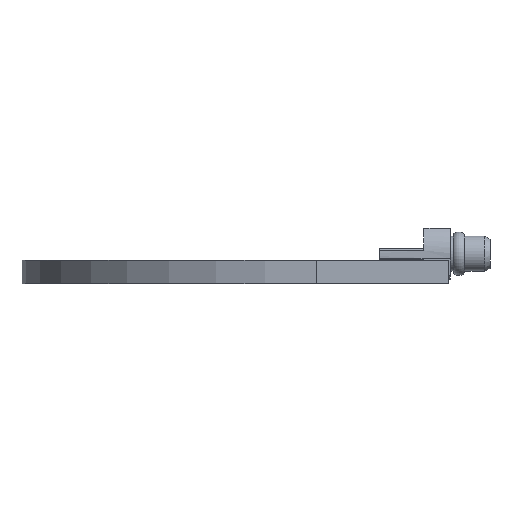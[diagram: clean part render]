
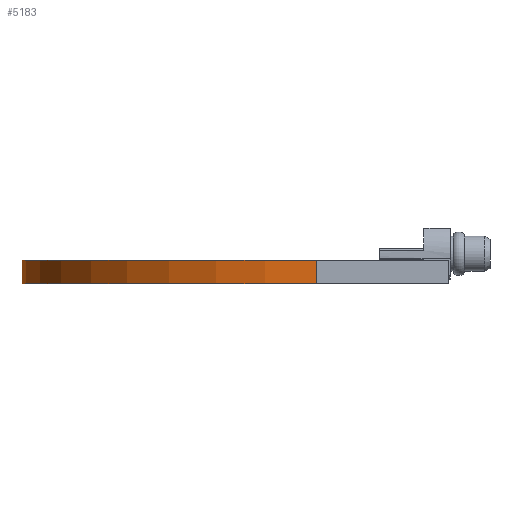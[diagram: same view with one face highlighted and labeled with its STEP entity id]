
A CAD part, left-side view. The second image highlights one B-rep face of the part: STEP entity #5183.
In plain terms, the highlighted cylindrical face has radius 20 mm (diameter 40 mm), a partial arc.
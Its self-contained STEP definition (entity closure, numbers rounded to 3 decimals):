
#3415 = PLANE('',#3416);
#3416 = AXIS2_PLACEMENT_3D('',#3417,#3418,#3419);
#3417 = CARTESIAN_POINT('',(0.,10.883,1.6));
#3418 = DIRECTION('',(0.,0.,1.));
#3419 = DIRECTION('',(1.,0.,-0.));
#3469 = PLANE('',#3470);
#3470 = AXIS2_PLACEMENT_3D('',#3471,#3472,#3473);
#3471 = CARTESIAN_POINT('',(0.,10.883,0.));
#3472 = DIRECTION('',(0.,0.,1.));
#3473 = DIRECTION('',(1.,0.,-0.));
#3502 = PLANE('',#3503);
#3503 = AXIS2_PLACEMENT_3D('',#3504,#3505,#3506);
#3504 = CARTESIAN_POINT('',(-20.,9.,0.));
#3505 = DIRECTION('',(1.,0.,-0.));
#3506 = DIRECTION('',(0.,-1.,0.));
#3746 = VERTEX_POINT('',#3747);
#3747 = CARTESIAN_POINT('',(20.,9.,0.));
#3761 = PLANE('',#3762);
#3762 = AXIS2_PLACEMENT_3D('',#3763,#3764,#3765);
#3763 = CARTESIAN_POINT('',(20.,0.,0.));
#3764 = DIRECTION('',(-1.,0.,0.));
#3765 = DIRECTION('',(0.,1.,0.));
#3773 = EDGE_CURVE('',#3746,#3774,#3776,.T.);
#3774 = VERTEX_POINT('',#3775);
#3775 = CARTESIAN_POINT('',(-20.,9.,0.));
#3776 = SURFACE_CURVE('',#3777,(#3782,#3789),.PCURVE_S1.);
#3777 = CIRCLE('',#3778,20.);
#3778 = AXIS2_PLACEMENT_3D('',#3779,#3780,#3781);
#3779 = CARTESIAN_POINT('',(0.,9.,0.));
#3780 = DIRECTION('',(0.,0.,1.));
#3781 = DIRECTION('',(1.,0.,-0.));
#3782 = PCURVE('',#3469,#3783);
#3783 = DEFINITIONAL_REPRESENTATION('',(#3784),#3788);
#3784 = CIRCLE('',#3785,20.);
#3785 = AXIS2_PLACEMENT_2D('',#3786,#3787);
#3786 = CARTESIAN_POINT('',(0.,-1.883));
#3787 = DIRECTION('',(1.,0.));
#3788 = ( GEOMETRIC_REPRESENTATION_CONTEXT(2) 
PARAMETRIC_REPRESENTATION_CONTEXT() REPRESENTATION_CONTEXT('2D SPACE',''
  ) );
#3789 = PCURVE('',#3790,#3795);
#3790 = CYLINDRICAL_SURFACE('',#3791,20.);
#3791 = AXIS2_PLACEMENT_3D('',#3792,#3793,#3794);
#3792 = CARTESIAN_POINT('',(0.,9.,0.));
#3793 = DIRECTION('',(-0.,-0.,-1.));
#3794 = DIRECTION('',(1.,0.,-0.));
#3795 = DEFINITIONAL_REPRESENTATION('',(#3796),#3800);
#3796 = LINE('',#3797,#3798);
#3797 = CARTESIAN_POINT('',(-0.,0.));
#3798 = VECTOR('',#3799,1.);
#3799 = DIRECTION('',(-1.,0.));
#3800 = ( GEOMETRIC_REPRESENTATION_CONTEXT(2) 
PARAMETRIC_REPRESENTATION_CONTEXT() REPRESENTATION_CONTEXT('2D SPACE',''
  ) );
#4542 = VERTEX_POINT('',#4543);
#4543 = CARTESIAN_POINT('',(20.,9.,1.6));
#4564 = EDGE_CURVE('',#4542,#4565,#4567,.T.);
#4565 = VERTEX_POINT('',#4566);
#4566 = CARTESIAN_POINT('',(-20.,9.,1.6));
#4567 = SURFACE_CURVE('',#4568,(#4573,#4580),.PCURVE_S1.);
#4568 = CIRCLE('',#4569,20.);
#4569 = AXIS2_PLACEMENT_3D('',#4570,#4571,#4572);
#4570 = CARTESIAN_POINT('',(0.,9.,1.6));
#4571 = DIRECTION('',(0.,0.,1.));
#4572 = DIRECTION('',(1.,0.,-0.));
#4573 = PCURVE('',#3415,#4574);
#4574 = DEFINITIONAL_REPRESENTATION('',(#4575),#4579);
#4575 = CIRCLE('',#4576,20.);
#4576 = AXIS2_PLACEMENT_2D('',#4577,#4578);
#4577 = CARTESIAN_POINT('',(0.,-1.883));
#4578 = DIRECTION('',(1.,0.));
#4579 = ( GEOMETRIC_REPRESENTATION_CONTEXT(2) 
PARAMETRIC_REPRESENTATION_CONTEXT() REPRESENTATION_CONTEXT('2D SPACE',''
  ) );
#4580 = PCURVE('',#3790,#4581);
#4581 = DEFINITIONAL_REPRESENTATION('',(#4582),#4586);
#4582 = LINE('',#4583,#4584);
#4583 = CARTESIAN_POINT('',(-0.,-1.6));
#4584 = VECTOR('',#4585,1.);
#4585 = DIRECTION('',(-1.,0.));
#4586 = ( GEOMETRIC_REPRESENTATION_CONTEXT(2) 
PARAMETRIC_REPRESENTATION_CONTEXT() REPRESENTATION_CONTEXT('2D SPACE',''
  ) );
#5133 = EDGE_CURVE('',#3774,#4565,#5134,.T.);
#5134 = SURFACE_CURVE('',#5135,(#5139,#5146),.PCURVE_S1.);
#5135 = LINE('',#5136,#5137);
#5136 = CARTESIAN_POINT('',(-20.,9.,0.));
#5137 = VECTOR('',#5138,1.);
#5138 = DIRECTION('',(0.,0.,1.));
#5139 = PCURVE('',#3502,#5140);
#5140 = DEFINITIONAL_REPRESENTATION('',(#5141),#5145);
#5141 = LINE('',#5142,#5143);
#5142 = CARTESIAN_POINT('',(0.,0.));
#5143 = VECTOR('',#5144,1.);
#5144 = DIRECTION('',(0.,-1.));
#5145 = ( GEOMETRIC_REPRESENTATION_CONTEXT(2) 
PARAMETRIC_REPRESENTATION_CONTEXT() REPRESENTATION_CONTEXT('2D SPACE',''
  ) );
#5146 = PCURVE('',#3790,#5147);
#5147 = DEFINITIONAL_REPRESENTATION('',(#5148),#5152);
#5148 = LINE('',#5149,#5150);
#5149 = CARTESIAN_POINT('',(-3.142,0.));
#5150 = VECTOR('',#5151,1.);
#5151 = DIRECTION('',(-0.,-1.));
#5152 = ( GEOMETRIC_REPRESENTATION_CONTEXT(2) 
PARAMETRIC_REPRESENTATION_CONTEXT() REPRESENTATION_CONTEXT('2D SPACE',''
  ) );
#5183 = ADVANCED_FACE('',(#5184),#3790,.T.);
#5184 = FACE_BOUND('',#5185,.F.);
#5185 = EDGE_LOOP('',(#5186,#5207,#5208,#5209));
#5186 = ORIENTED_EDGE('',*,*,#5187,.T.);
#5187 = EDGE_CURVE('',#3746,#4542,#5188,.T.);
#5188 = SURFACE_CURVE('',#5189,(#5193,#5200),.PCURVE_S1.);
#5189 = LINE('',#5190,#5191);
#5190 = CARTESIAN_POINT('',(20.,9.,0.));
#5191 = VECTOR('',#5192,1.);
#5192 = DIRECTION('',(0.,0.,1.));
#5193 = PCURVE('',#3790,#5194);
#5194 = DEFINITIONAL_REPRESENTATION('',(#5195),#5199);
#5195 = LINE('',#5196,#5197);
#5196 = CARTESIAN_POINT('',(-0.,0.));
#5197 = VECTOR('',#5198,1.);
#5198 = DIRECTION('',(-0.,-1.));
#5199 = ( GEOMETRIC_REPRESENTATION_CONTEXT(2) 
PARAMETRIC_REPRESENTATION_CONTEXT() REPRESENTATION_CONTEXT('2D SPACE',''
  ) );
#5200 = PCURVE('',#3761,#5201);
#5201 = DEFINITIONAL_REPRESENTATION('',(#5202),#5206);
#5202 = LINE('',#5203,#5204);
#5203 = CARTESIAN_POINT('',(9.,0.));
#5204 = VECTOR('',#5205,1.);
#5205 = DIRECTION('',(0.,-1.));
#5206 = ( GEOMETRIC_REPRESENTATION_CONTEXT(2) 
PARAMETRIC_REPRESENTATION_CONTEXT() REPRESENTATION_CONTEXT('2D SPACE',''
  ) );
#5207 = ORIENTED_EDGE('',*,*,#4564,.T.);
#5208 = ORIENTED_EDGE('',*,*,#5133,.F.);
#5209 = ORIENTED_EDGE('',*,*,#3773,.F.);
